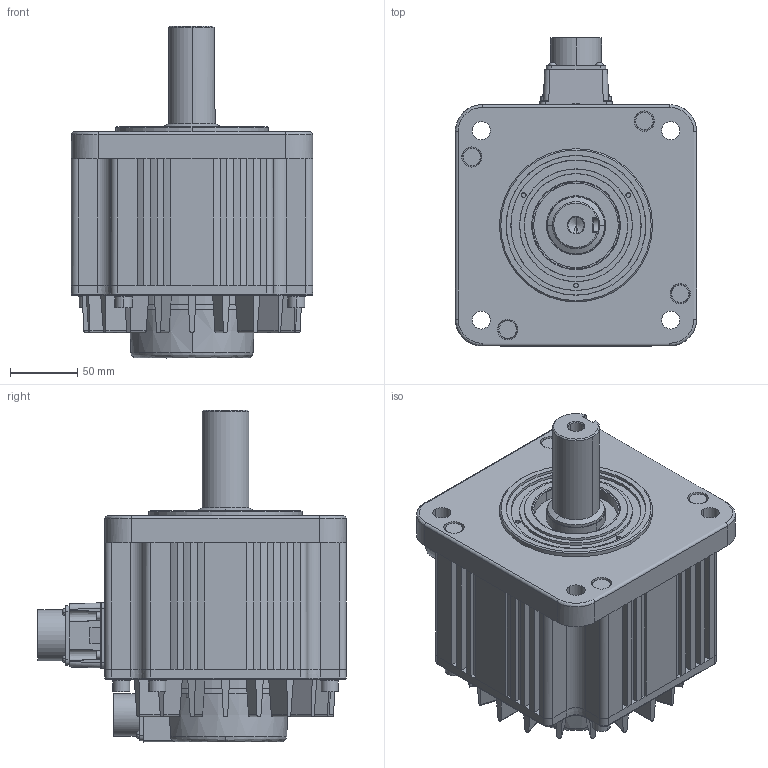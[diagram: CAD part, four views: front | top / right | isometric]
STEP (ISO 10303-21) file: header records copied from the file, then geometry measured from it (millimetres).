
FILE_DESCRIPTION (( 'STEP AP214' ), '1' );
FILE_NAME ('SV2M-x20N Coord fXT.STEP', '2020-07-13T19:52:34', ( '' ), ( '' ), 'SwSTEP 2.0', 'SolidWorks 2017', '' );
FILE_SCHEMA (( 'AUTOMOTIVE_DESIGN' ));
Length unit declared in the file: inch
Products named in the file (1): SV2M-x20N Coord fXT
Bounding box: 180 x 230.02 x 247.7 mm (x, y, z)
Volume: 4113661.2 mm3; surface area: 251644.1 mm2
Topology: 1 solids, 1 shells, 622 faces, 1453 edges, 904 vertices
Faces by surface type: plane 319, cylinder 201, cone 59, bspline 27, torus 16
Entity records: 22483 total; most frequent: CARTESIAN_POINT 8724, ORIENTED_EDGE 2902, DIRECTION 2708, EDGE_CURVE 1451, AXIS2_PLACEMENT_3D 952, VERTEX_POINT 904, VECTOR 804, LINE 804
